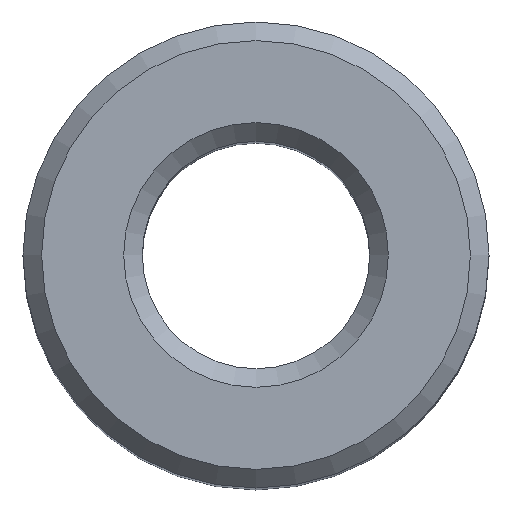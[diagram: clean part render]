
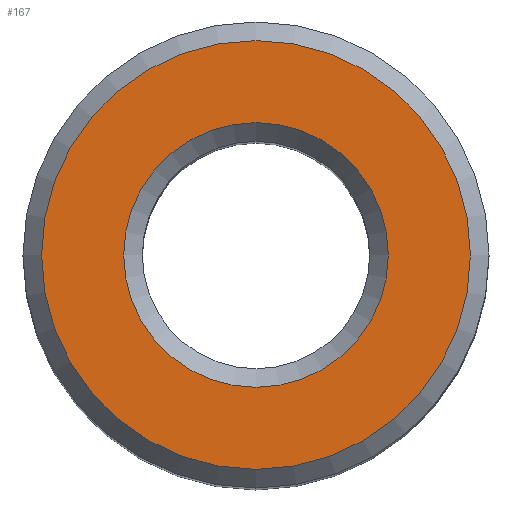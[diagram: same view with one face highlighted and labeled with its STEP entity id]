
A CAD part, top view. The second image highlights one B-rep face of the part: STEP entity #167.
In plain terms, the highlighted planar face has unit normal (0, 0, 1).
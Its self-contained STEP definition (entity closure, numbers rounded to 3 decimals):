
#167=ADVANCED_FACE('',(#239,#240),#241,.T.);
#239=FACE_BOUND('',#279,.T.);
#240=FACE_OUTER_BOUND('',#280,.T.);
#241=PLANE('',#281);
#279=EDGE_LOOP('',(#327));
#280=EDGE_LOOP('',(#328));
#281=AXIS2_PLACEMENT_3D('',#329,#330,#331);
#327=ORIENTED_EDGE('',*,*,#347,.T.);
#328=ORIENTED_EDGE('',*,*,#342,.T.);
#329=CARTESIAN_POINT('',(0.0,0.0,31.0));
#330=DIRECTION('',(0.0,0.0,1.0));
#331=DIRECTION('',(1.0,0.0,0.0));
#342=EDGE_CURVE('',#364,#364,#365,.T.);
#347=EDGE_CURVE('',#371,#371,#372,.F.);
#364=VERTEX_POINT('',#389);
#365=CIRCLE('',#390,11.5);
#371=VERTEX_POINT('',#396);
#372=CIRCLE('',#397,7.1);
#389=CARTESIAN_POINT('',(11.5,0.0,31.0));
#390=AXIS2_PLACEMENT_3D('',#415,#416,#417);
#396=CARTESIAN_POINT('',(7.1,0.,31.0));
#397=AXIS2_PLACEMENT_3D('',#421,#422,#423);
#415=CARTESIAN_POINT('',(0.0,0.0,31.0));
#416=DIRECTION('',(0.0,0.0,1.0));
#417=DIRECTION('',(1.0,0.0,0.0));
#421=CARTESIAN_POINT('',(0.0,0.0,31.0));
#422=DIRECTION('',(0.0,0.0,1.0));
#423=DIRECTION('',(1.0,0.0,0.0));
